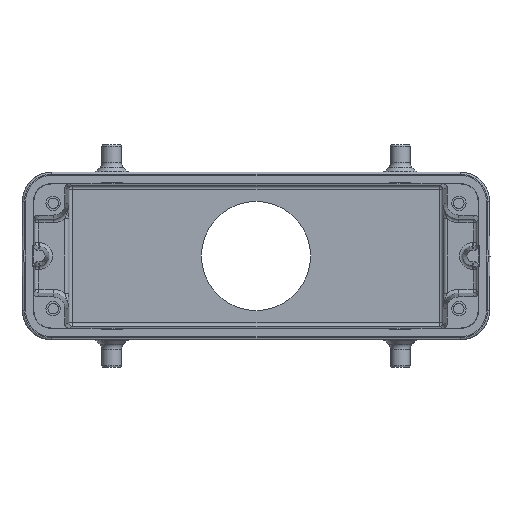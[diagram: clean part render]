
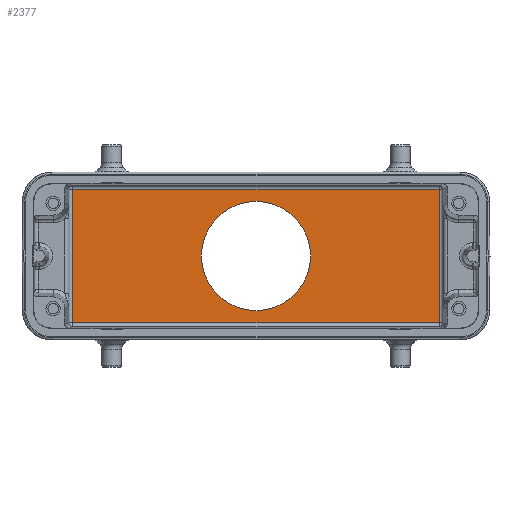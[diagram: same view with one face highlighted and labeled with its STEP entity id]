
A CAD part, front view. The second image highlights one B-rep face of the part: STEP entity #2377.
In plain terms, the highlighted planar face has unit normal (0, -1, 0).
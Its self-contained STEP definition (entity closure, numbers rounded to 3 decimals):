
#1111=LINE('',#10615,#1695);
#1113=LINE('',#10625,#1697);
#1115=LINE('',#10639,#1699);
#1229=LINE('',#11195,#1813);
#1695=VECTOR('',#8492,1.);
#1697=VECTOR('',#8504,1.);
#1699=VECTOR('',#8522,1.);
#1813=VECTOR('',#8926,1.);
#2017=PLANE('',#7108);
#2377=ADVANCED_FACE('',(#2614,#2615),#2017,.F.);
#2614=FACE_BOUND('',#3033,.T.);
#2615=FACE_BOUND('',#3034,.T.);
#3033=EDGE_LOOP('',(#4705));
#3034=EDGE_LOOP('',(#4706,#4707,#4708,#4709));
#4705=ORIENTED_EDGE('',*,*,#5404,.T.);
#4706=ORIENTED_EDGE('',*,*,#6066,.T.);
#4707=ORIENTED_EDGE('',*,*,#6059,.F.);
#4708=ORIENTED_EDGE('',*,*,#6054,.F.);
#4709=ORIENTED_EDGE('',*,*,#6253,.T.);
#4832=VERTEX_POINT('',#9022);
#5283=VERTEX_POINT('',#10616);
#5284=VERTEX_POINT('',#10617);
#5286=VERTEX_POINT('',#10626);
#5287=VERTEX_POINT('',#10632);
#5404=EDGE_CURVE('',#4832,#4832,#6288,.T.);
#6054=EDGE_CURVE('',#5283,#5284,#1111,.T.);
#6059=EDGE_CURVE('',#5284,#5286,#1113,.T.);
#6066=EDGE_CURVE('',#5287,#5286,#1115,.T.);
#6253=EDGE_CURVE('',#5283,#5287,#1229,.T.);
#6288=CIRCLE('',#6502,14.);
#6502=AXIS2_PLACEMENT_3D('',#9021,#7148,#7149);
#7108=AXIS2_PLACEMENT_3D('',#11197,#8929,#8930);
#7148=DIRECTION('',(0.,1.,0.));
#7149=DIRECTION('',(0.,0.,1.));
#8492=DIRECTION('',(1.,0.,0.));
#8504=DIRECTION('',(0.,0.,-1.));
#8522=DIRECTION('',(1.,0.,0.));
#8926=DIRECTION('',(0.,0.,-1.));
#8929=DIRECTION('',(0.,1.,0.));
#8930=DIRECTION('',(1.,0.,0.));
#9021=CARTESIAN_POINT('',(0.,52.,0.));
#9022=CARTESIAN_POINT('',(0.,52.,14.));
#10615=CARTESIAN_POINT('',(-47.,52.,17.135));
#10616=CARTESIAN_POINT('',(-47.,52.,17.135));
#10617=CARTESIAN_POINT('',(47.,52.,17.135));
#10625=CARTESIAN_POINT('',(47.,52.,17.135));
#10626=CARTESIAN_POINT('',(47.,52.,-17.135));
#10632=CARTESIAN_POINT('',(-47.,52.,-17.135));
#10639=CARTESIAN_POINT('',(-47.,52.,-17.135));
#11195=CARTESIAN_POINT('',(-47.,52.,17.135));
#11197=CARTESIAN_POINT('',(57.,52.,-18.5));
